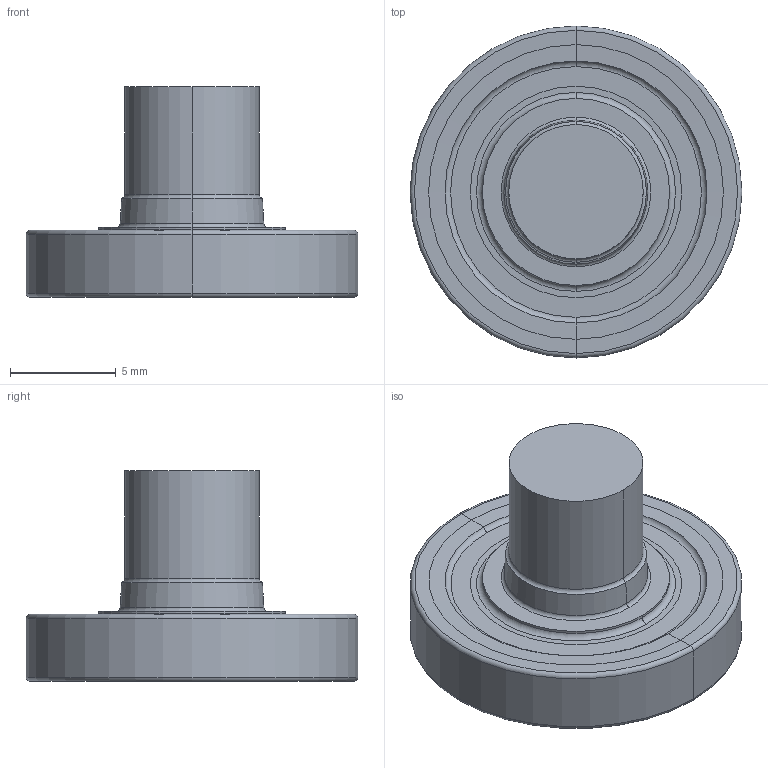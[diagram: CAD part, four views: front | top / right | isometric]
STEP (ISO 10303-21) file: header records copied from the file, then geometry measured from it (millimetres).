
FILE_DESCRIPTION((''),'2;1');
FILE_NAME('16T15731T6RK02','2015-11-21T',('thielmann'),(''),'PRO/ENGINEER BY PARAMETRIC TECHNOLOGY CORPORATION, 2011490','PRO/ENGINEER BY PARAMETRIC TECHNOLOGY CORPORATION, 2011490','');
FILE_SCHEMA(('AUTOMOTIVE_DESIGN { 1 2 10303 214 0 1 1 1 }'));
Length unit declared in the file: millimetre
Products named in the file (3): NOCUT; CUT; 16T15731T6RK02
Assembly tree (2 placements, depth 2):
  16T15731T6RK02
    NOCUT
    CUT
Bounding box: 15.7 x 15.7 x 9.96 mm (x, y, z)
Volume: 781.6 mm3; surface area: 846.7 mm2
Topology: 2 solids, 2 shells, 44 faces, 90 edges, 51 vertices
Faces by surface type: cone 18, torus 12, cylinder 10, plane 4
Entity records: 1655 total; most frequent: DIRECTION 262, CARTESIAN_POINT 200, ORIENTED_EDGE 172, AXIS2_PLACEMENT_3D 116, PRESENTATION_STYLE_ASSIGNMENT 95, STYLED_ITEM 95, CURVE_STYLE 93, EDGE_CURVE 86
